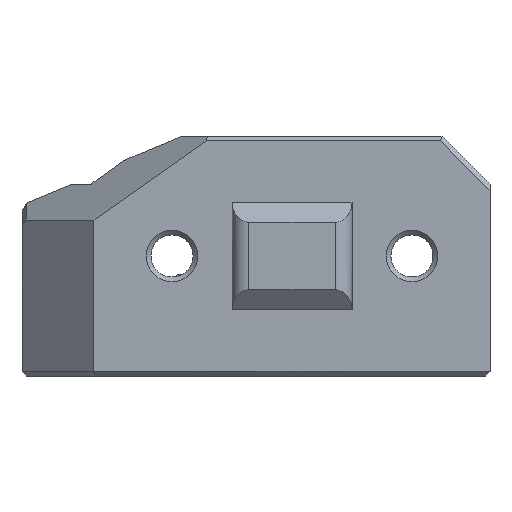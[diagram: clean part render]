
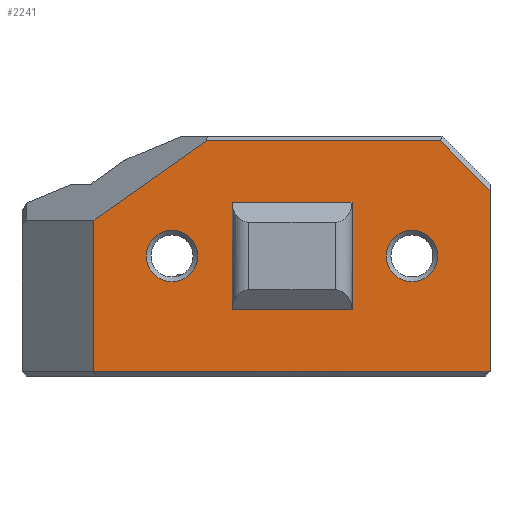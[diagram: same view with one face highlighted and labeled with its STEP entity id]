
A CAD part, left-side view. The second image highlights one B-rep face of the part: STEP entity #2241.
In plain terms, the highlighted planar face has unit normal (-1, 0, 0).
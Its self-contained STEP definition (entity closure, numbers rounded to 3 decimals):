
#18=FACE_BOUND('',#397,.T.);
#19=FACE_BOUND('',#398,.T.);
#20=FACE_BOUND('',#399,.T.);
#51=CIRCLE('',#2405,2.15);
#53=CIRCLE('',#2408,2.15);
#143=PLANE('',#2407);
#263=FACE_OUTER_BOUND('',#396,.T.);
#396=EDGE_LOOP('',(#1903,#1904,#1905,#1906,#1907,#1908));
#397=EDGE_LOOP('',(#1909,#1910,#1911,#1912));
#398=EDGE_LOOP('',(#1913));
#399=EDGE_LOOP('',(#1914));
#454=LINE('',#3074,#727);
#456=LINE('',#3080,#729);
#459=LINE('',#3088,#732);
#460=LINE('',#3090,#733);
#554=LINE('',#3350,#827);
#649=LINE('',#3543,#922);
#650=LINE('',#3545,#923);
#651=LINE('',#3547,#924);
#652=LINE('',#3549,#925);
#653=LINE('',#3550,#926);
#727=VECTOR('',#2477,10.);
#729=VECTOR('',#2483,10.);
#732=VECTOR('',#2492,10.);
#733=VECTOR('',#2495,10.);
#827=VECTOR('',#2695,10.);
#922=VECTOR('',#2868,10.);
#923=VECTOR('',#2869,10.);
#924=VECTOR('',#2870,10.);
#925=VECTOR('',#2871,10.);
#926=VECTOR('',#2872,10.);
#1005=VERTEX_POINT('',#3067);
#1008=VERTEX_POINT('',#3072);
#1010=VERTEX_POINT('',#3078);
#1012=VERTEX_POINT('',#3086);
#1089=VERTEX_POINT('',#3342);
#1091=VERTEX_POINT('',#3348);
#1148=VERTEX_POINT('',#3536);
#1150=VERTEX_POINT('',#3542);
#1151=VERTEX_POINT('',#3544);
#1152=VERTEX_POINT('',#3546);
#1153=VERTEX_POINT('',#3548);
#1154=VERTEX_POINT('',#3551);
#1199=EDGE_CURVE('',#1005,#1008,#454,.T.);
#1202=EDGE_CURVE('',#1008,#1010,#456,.T.);
#1206=EDGE_CURVE('',#1010,#1012,#459,.T.);
#1207=EDGE_CURVE('',#1012,#1005,#460,.T.);
#1324=EDGE_CURVE('',#1091,#1089,#554,.T.);
#1420=EDGE_CURVE('',#1148,#1148,#51,.T.);
#1423=EDGE_CURVE('',#1091,#1150,#649,.T.);
#1424=EDGE_CURVE('',#1151,#1150,#650,.T.);
#1425=EDGE_CURVE('',#1152,#1151,#651,.T.);
#1426=EDGE_CURVE('',#1153,#1152,#652,.T.);
#1427=EDGE_CURVE('',#1089,#1153,#653,.T.);
#1428=EDGE_CURVE('',#1154,#1154,#53,.T.);
#1903=ORIENTED_EDGE('',*,*,#1324,.F.);
#1904=ORIENTED_EDGE('',*,*,#1423,.T.);
#1905=ORIENTED_EDGE('',*,*,#1424,.F.);
#1906=ORIENTED_EDGE('',*,*,#1425,.F.);
#1907=ORIENTED_EDGE('',*,*,#1426,.F.);
#1908=ORIENTED_EDGE('',*,*,#1427,.F.);
#1909=ORIENTED_EDGE('',*,*,#1206,.T.);
#1910=ORIENTED_EDGE('',*,*,#1207,.T.);
#1911=ORIENTED_EDGE('',*,*,#1199,.T.);
#1912=ORIENTED_EDGE('',*,*,#1202,.T.);
#1913=ORIENTED_EDGE('',*,*,#1428,.F.);
#1914=ORIENTED_EDGE('',*,*,#1420,.F.);
#2241=ADVANCED_FACE('',(#263,#18,#19,#20),#143,.T.);
#2405=AXIS2_PLACEMENT_3D('',#3537,#2861,#2862);
#2407=AXIS2_PLACEMENT_3D('',#3541,#2866,#2867);
#2408=AXIS2_PLACEMENT_3D('',#3552,#2873,#2874);
#2477=DIRECTION('',(0.,0.,1.));
#2483=DIRECTION('',(0.,-1.,0.));
#2492=DIRECTION('',(0.,0.,-1.));
#2495=DIRECTION('',(0.,1.,0.));
#2695=DIRECTION('',(0.,1.,0.));
#2861=DIRECTION('center_axis',(-1.,0.,0.));
#2862=DIRECTION('ref_axis',(0.,-1.,0.));
#2866=DIRECTION('center_axis',(-1.,0.,0.));
#2867=DIRECTION('ref_axis',(0.,-1.,0.));
#2868=DIRECTION('',(0.,0.,1.));
#2869=DIRECTION('',(0.,-0.707,-0.707));
#2870=DIRECTION('',(0.,-1.,0.));
#2871=DIRECTION('',(0.,-0.816,0.577));
#2872=DIRECTION('',(0.,0.,1.));
#2873=DIRECTION('center_axis',(-1.,0.,0.));
#2874=DIRECTION('ref_axis',(0.,-1.,0.));
#3067=CARTESIAN_POINT('',(-29.3,2.,5.52));
#3072=CARTESIAN_POINT('',(-29.3,2.,14.48));
#3074=CARTESIAN_POINT('',(-29.3,2.,9.24));
#3078=CARTESIAN_POINT('',(-29.3,-8.,14.48));
#3080=CARTESIAN_POINT('',(-29.3,5.75,14.48));
#3086=CARTESIAN_POINT('',(-29.3,-8.,5.52));
#3088=CARTESIAN_POINT('',(-29.3,-8.,4.76));
#3090=CARTESIAN_POINT('',(-29.3,10.75,5.52));
#3342=CARTESIAN_POINT('',(-29.3,13.5,0.4));
#3348=CARTESIAN_POINT('',(-29.3,-19.5,0.4));
#3350=CARTESIAN_POINT('',(-29.3,9.75,0.4));
#3536=CARTESIAN_POINT('',(-29.3,-10.85,10.));
#3537=CARTESIAN_POINT('Origin',(-29.3,-13.,10.));
#3541=CARTESIAN_POINT('Origin',(-29.3,19.5,4.));
#3542=CARTESIAN_POINT('',(-29.3,-19.5,15.434));
#3543=CARTESIAN_POINT('',(-29.3,-19.5,4.));
#3544=CARTESIAN_POINT('',(-29.3,-15.334,19.6));
#3545=CARTESIAN_POINT('',(-29.3,-11.467,23.467));
#3546=CARTESIAN_POINT('',(-29.3,4.166,19.6));
#3547=CARTESIAN_POINT('',(-29.3,9.75,19.6));
#3548=CARTESIAN_POINT('',(-29.3,13.5,13.));
#3549=CARTESIAN_POINT('',(-29.3,16.984,10.537));
#3550=CARTESIAN_POINT('',(-29.3,13.5,4.));
#3551=CARTESIAN_POINT('',(-29.3,9.15,10.));
#3552=CARTESIAN_POINT('Origin',(-29.3,7.,10.));
